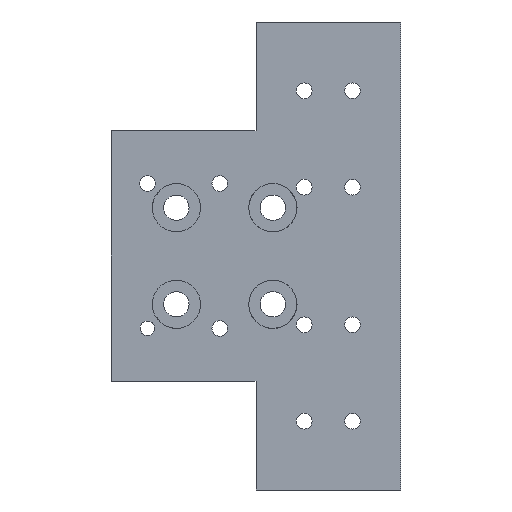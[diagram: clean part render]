
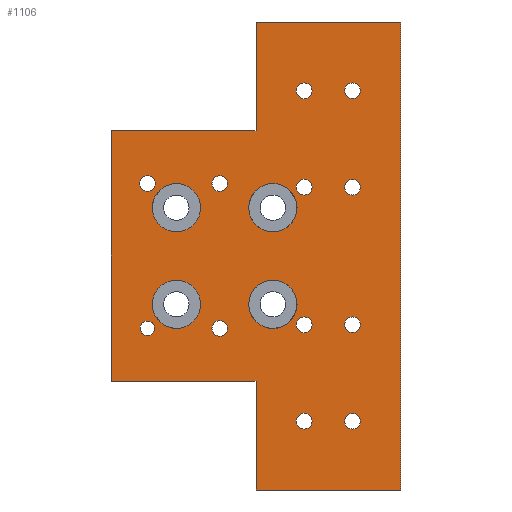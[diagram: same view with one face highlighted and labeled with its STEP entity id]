
A CAD part, left-side view. The second image highlights one B-rep face of the part: STEP entity #1106.
In plain terms, the highlighted planar face has unit normal (-1, 0, 0).
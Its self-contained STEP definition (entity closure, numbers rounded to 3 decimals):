
#47=FACE_BOUND('',#240,.T.);
#48=FACE_BOUND('',#241,.T.);
#49=FACE_BOUND('',#242,.T.);
#50=FACE_BOUND('',#243,.T.);
#51=FACE_BOUND('',#244,.T.);
#52=FACE_BOUND('',#245,.T.);
#53=FACE_BOUND('',#246,.T.);
#54=FACE_BOUND('',#247,.T.);
#55=FACE_BOUND('',#248,.T.);
#56=FACE_BOUND('',#249,.T.);
#57=FACE_BOUND('',#250,.T.);
#58=FACE_BOUND('',#251,.T.);
#59=FACE_BOUND('',#252,.T.);
#60=FACE_BOUND('',#253,.T.);
#61=FACE_BOUND('',#254,.T.);
#62=FACE_BOUND('',#255,.T.);
#96=CIRCLE('',#1184,5.);
#97=CIRCLE('',#1185,5.);
#98=CIRCLE('',#1186,5.);
#99=CIRCLE('',#1187,5.);
#100=CIRCLE('',#1188,1.5);
#101=CIRCLE('',#1189,1.625);
#102=CIRCLE('',#1190,1.625);
#103=CIRCLE('',#1191,1.625);
#104=CIRCLE('',#1192,1.625);
#105=CIRCLE('',#1193,1.625);
#106=CIRCLE('',#1194,1.625);
#107=CIRCLE('',#1195,1.625);
#108=CIRCLE('',#1196,1.625);
#109=CIRCLE('',#1197,1.625);
#110=CIRCLE('',#1198,1.625);
#111=CIRCLE('',#1199,1.625);
#176=FACE_OUTER_BOUND('',#239,.T.);
#239=EDGE_LOOP('',(#763,#764,#765,#766,#767,#768,#769,#770));
#240=EDGE_LOOP('',(#771));
#241=EDGE_LOOP('',(#772));
#242=EDGE_LOOP('',(#773));
#243=EDGE_LOOP('',(#774));
#244=EDGE_LOOP('',(#775));
#245=EDGE_LOOP('',(#776));
#246=EDGE_LOOP('',(#777));
#247=EDGE_LOOP('',(#778));
#248=EDGE_LOOP('',(#779));
#249=EDGE_LOOP('',(#780));
#250=EDGE_LOOP('',(#781));
#251=EDGE_LOOP('',(#782));
#252=EDGE_LOOP('',(#783));
#253=EDGE_LOOP('',(#784));
#254=EDGE_LOOP('',(#785));
#255=EDGE_LOOP('',(#786));
#351=LINE('',#1694,#427);
#352=LINE('',#1696,#428);
#353=LINE('',#1698,#429);
#354=LINE('',#1700,#430);
#355=LINE('',#1702,#431);
#356=LINE('',#1704,#432);
#357=LINE('',#1706,#433);
#358=LINE('',#1707,#434);
#427=VECTOR('',#1330,10.);
#428=VECTOR('',#1331,10.);
#429=VECTOR('',#1332,10.);
#430=VECTOR('',#1333,10.);
#431=VECTOR('',#1334,10.);
#432=VECTOR('',#1335,10.);
#433=VECTOR('',#1336,10.);
#434=VECTOR('',#1337,10.);
#503=VERTEX_POINT('',#1692);
#504=VERTEX_POINT('',#1693);
#505=VERTEX_POINT('',#1695);
#506=VERTEX_POINT('',#1697);
#507=VERTEX_POINT('',#1699);
#508=VERTEX_POINT('',#1701);
#509=VERTEX_POINT('',#1703);
#510=VERTEX_POINT('',#1705);
#511=VERTEX_POINT('',#1708);
#512=VERTEX_POINT('',#1710);
#513=VERTEX_POINT('',#1712);
#514=VERTEX_POINT('',#1714);
#515=VERTEX_POINT('',#1716);
#516=VERTEX_POINT('',#1718);
#517=VERTEX_POINT('',#1720);
#518=VERTEX_POINT('',#1722);
#519=VERTEX_POINT('',#1724);
#520=VERTEX_POINT('',#1726);
#521=VERTEX_POINT('',#1728);
#522=VERTEX_POINT('',#1730);
#523=VERTEX_POINT('',#1732);
#524=VERTEX_POINT('',#1734);
#525=VERTEX_POINT('',#1736);
#526=VERTEX_POINT('',#1738);
#607=EDGE_CURVE('',#503,#504,#351,.T.);
#608=EDGE_CURVE('',#503,#505,#352,.T.);
#609=EDGE_CURVE('',#506,#505,#353,.T.);
#610=EDGE_CURVE('',#507,#506,#354,.T.);
#611=EDGE_CURVE('',#508,#507,#355,.T.);
#612=EDGE_CURVE('',#509,#508,#356,.T.);
#613=EDGE_CURVE('',#510,#509,#357,.T.);
#614=EDGE_CURVE('',#504,#510,#358,.T.);
#615=EDGE_CURVE('',#511,#511,#96,.T.);
#616=EDGE_CURVE('',#512,#512,#97,.T.);
#617=EDGE_CURVE('',#513,#513,#98,.T.);
#618=EDGE_CURVE('',#514,#514,#99,.T.);
#619=EDGE_CURVE('',#515,#515,#100,.T.);
#620=EDGE_CURVE('',#516,#516,#101,.T.);
#621=EDGE_CURVE('',#517,#517,#102,.T.);
#622=EDGE_CURVE('',#518,#518,#103,.T.);
#623=EDGE_CURVE('',#519,#519,#104,.T.);
#624=EDGE_CURVE('',#520,#520,#105,.T.);
#625=EDGE_CURVE('',#521,#521,#106,.T.);
#626=EDGE_CURVE('',#522,#522,#107,.T.);
#627=EDGE_CURVE('',#523,#523,#108,.T.);
#628=EDGE_CURVE('',#524,#524,#109,.T.);
#629=EDGE_CURVE('',#525,#525,#110,.T.);
#630=EDGE_CURVE('',#526,#526,#111,.T.);
#763=ORIENTED_EDGE('',*,*,#607,.F.);
#764=ORIENTED_EDGE('',*,*,#608,.T.);
#765=ORIENTED_EDGE('',*,*,#609,.F.);
#766=ORIENTED_EDGE('',*,*,#610,.F.);
#767=ORIENTED_EDGE('',*,*,#611,.F.);
#768=ORIENTED_EDGE('',*,*,#612,.F.);
#769=ORIENTED_EDGE('',*,*,#613,.F.);
#770=ORIENTED_EDGE('',*,*,#614,.F.);
#771=ORIENTED_EDGE('',*,*,#615,.T.);
#772=ORIENTED_EDGE('',*,*,#616,.T.);
#773=ORIENTED_EDGE('',*,*,#617,.T.);
#774=ORIENTED_EDGE('',*,*,#618,.T.);
#775=ORIENTED_EDGE('',*,*,#619,.F.);
#776=ORIENTED_EDGE('',*,*,#620,.F.);
#777=ORIENTED_EDGE('',*,*,#621,.F.);
#778=ORIENTED_EDGE('',*,*,#622,.F.);
#779=ORIENTED_EDGE('',*,*,#623,.F.);
#780=ORIENTED_EDGE('',*,*,#624,.F.);
#781=ORIENTED_EDGE('',*,*,#625,.F.);
#782=ORIENTED_EDGE('',*,*,#626,.F.);
#783=ORIENTED_EDGE('',*,*,#627,.F.);
#784=ORIENTED_EDGE('',*,*,#628,.F.);
#785=ORIENTED_EDGE('',*,*,#629,.F.);
#786=ORIENTED_EDGE('',*,*,#630,.F.);
#1075=PLANE('',#1183);
#1106=ADVANCED_FACE('',(#176,#47,#48,#49,#50,#51,#52,#53,#54,#55,#56,#57,
#58,#59,#60,#61,#62),#1075,.F.);
#1183=AXIS2_PLACEMENT_3D('',#1691,#1328,#1329);
#1184=AXIS2_PLACEMENT_3D('',#1709,#1338,#1339);
#1185=AXIS2_PLACEMENT_3D('',#1711,#1340,#1341);
#1186=AXIS2_PLACEMENT_3D('',#1713,#1342,#1343);
#1187=AXIS2_PLACEMENT_3D('',#1715,#1344,#1345);
#1188=AXIS2_PLACEMENT_3D('',#1717,#1346,#1347);
#1189=AXIS2_PLACEMENT_3D('',#1719,#1348,#1349);
#1190=AXIS2_PLACEMENT_3D('',#1721,#1350,#1351);
#1191=AXIS2_PLACEMENT_3D('',#1723,#1352,#1353);
#1192=AXIS2_PLACEMENT_3D('',#1725,#1354,#1355);
#1193=AXIS2_PLACEMENT_3D('',#1727,#1356,#1357);
#1194=AXIS2_PLACEMENT_3D('',#1729,#1358,#1359);
#1195=AXIS2_PLACEMENT_3D('',#1731,#1360,#1361);
#1196=AXIS2_PLACEMENT_3D('',#1733,#1362,#1363);
#1197=AXIS2_PLACEMENT_3D('',#1735,#1364,#1365);
#1198=AXIS2_PLACEMENT_3D('',#1737,#1366,#1367);
#1199=AXIS2_PLACEMENT_3D('',#1739,#1368,#1369);
#1328=DIRECTION('center_axis',(1.,0.,0.));
#1329=DIRECTION('ref_axis',(0.,0.,-1.));
#1330=DIRECTION('',(0.,0.,-1.));
#1331=DIRECTION('',(0.,1.,0.));
#1332=DIRECTION('',(0.,0.,1.));
#1333=DIRECTION('',(0.,-1.,0.));
#1334=DIRECTION('',(0.,0.,1.));
#1335=DIRECTION('',(0.,1.,0.));
#1336=DIRECTION('',(0.,0.,1.));
#1337=DIRECTION('',(0.,1.,0.));
#1338=DIRECTION('center_axis',(1.,0.,0.));
#1339=DIRECTION('ref_axis',(0.,0.,-1.));
#1340=DIRECTION('center_axis',(1.,0.,0.));
#1341=DIRECTION('ref_axis',(0.,0.,-1.));
#1342=DIRECTION('center_axis',(1.,0.,0.));
#1343=DIRECTION('ref_axis',(0.,0.,-1.));
#1344=DIRECTION('center_axis',(1.,0.,0.));
#1345=DIRECTION('ref_axis',(0.,0.,-1.));
#1346=DIRECTION('center_axis',(-1.,0.,0.));
#1347=DIRECTION('ref_axis',(0.,0.,-1.));
#1348=DIRECTION('center_axis',(-1.,0.,0.));
#1349=DIRECTION('ref_axis',(0.,0.,-1.));
#1350=DIRECTION('center_axis',(-1.,0.,0.));
#1351=DIRECTION('ref_axis',(0.,0.,-1.));
#1352=DIRECTION('center_axis',(-1.,0.,0.));
#1353=DIRECTION('ref_axis',(0.,0.,-1.));
#1354=DIRECTION('center_axis',(-1.,0.,0.));
#1355=DIRECTION('ref_axis',(0.,0.,-1.));
#1356=DIRECTION('center_axis',(-1.,0.,0.));
#1357=DIRECTION('ref_axis',(0.,0.,-1.));
#1358=DIRECTION('center_axis',(-1.,0.,0.));
#1359=DIRECTION('ref_axis',(0.,0.,-1.));
#1360=DIRECTION('center_axis',(-1.,0.,0.));
#1361=DIRECTION('ref_axis',(0.,0.,-1.));
#1362=DIRECTION('center_axis',(-1.,0.,0.));
#1363=DIRECTION('ref_axis',(0.,0.,-1.));
#1364=DIRECTION('center_axis',(-1.,0.,0.));
#1365=DIRECTION('ref_axis',(0.,0.,-1.));
#1366=DIRECTION('center_axis',(-1.,0.,0.));
#1367=DIRECTION('ref_axis',(0.,0.,-1.));
#1368=DIRECTION('center_axis',(-1.,0.,0.));
#1369=DIRECTION('ref_axis',(0.,0.,-1.));
#1691=CARTESIAN_POINT('Origin',(29.608,7.5,-24.25));
#1692=CARTESIAN_POINT('',(29.608,-5.,24.25));
#1693=CARTESIAN_POINT('',(29.608,-5.,-72.75));
#1694=CARTESIAN_POINT('',(29.608,-5.,24.25));
#1695=CARTESIAN_POINT('',(29.608,25.,24.25));
#1696=CARTESIAN_POINT('',(29.608,20.,24.25));
#1697=CARTESIAN_POINT('',(29.608,25.,1.75));
#1698=CARTESIAN_POINT('',(29.608,25.,24.25));
#1699=CARTESIAN_POINT('',(29.608,55.,1.75));
#1700=CARTESIAN_POINT('',(29.608,55.,1.75));
#1701=CARTESIAN_POINT('',(29.608,55.,-50.25));
#1702=CARTESIAN_POINT('',(29.608,55.,-50.25));
#1703=CARTESIAN_POINT('',(29.608,25.,-50.25));
#1704=CARTESIAN_POINT('',(29.608,25.,-50.25));
#1705=CARTESIAN_POINT('',(29.608,25.,-72.75));
#1706=CARTESIAN_POINT('',(29.608,25.,24.25));
#1707=CARTESIAN_POINT('',(29.608,-5.,-72.75));
#1708=CARTESIAN_POINT('',(29.608,41.5,-29.25));
#1709=CARTESIAN_POINT('Origin',(29.608,41.5,-34.25));
#1710=CARTESIAN_POINT('',(29.608,21.5,-9.25));
#1711=CARTESIAN_POINT('Origin',(29.608,21.5,-14.25));
#1712=CARTESIAN_POINT('',(29.608,41.5,-9.25));
#1713=CARTESIAN_POINT('Origin',(29.608,41.5,-14.25));
#1714=CARTESIAN_POINT('',(29.608,21.5,-29.25));
#1715=CARTESIAN_POINT('Origin',(29.608,21.5,-34.25));
#1716=CARTESIAN_POINT('',(29.608,47.5,-37.75));
#1717=CARTESIAN_POINT('Origin',(29.608,47.5,-39.25));
#1718=CARTESIAN_POINT('',(29.608,32.5,-7.625));
#1719=CARTESIAN_POINT('Origin',(29.608,32.5,-9.25));
#1720=CARTESIAN_POINT('',(29.608,47.5,-7.625));
#1721=CARTESIAN_POINT('Origin',(29.608,47.5,-9.25));
#1722=CARTESIAN_POINT('',(29.608,32.5,-37.625));
#1723=CARTESIAN_POINT('Origin',(29.608,32.5,-39.25));
#1724=CARTESIAN_POINT('',(29.608,5.,-36.875));
#1725=CARTESIAN_POINT('Origin',(29.608,5.,-38.5));
#1726=CARTESIAN_POINT('',(29.608,5.,-56.875));
#1727=CARTESIAN_POINT('Origin',(29.608,5.,-58.5));
#1728=CARTESIAN_POINT('',(29.608,15.,-56.875));
#1729=CARTESIAN_POINT('Origin',(29.608,15.,-58.5));
#1730=CARTESIAN_POINT('',(29.608,15.,-36.875));
#1731=CARTESIAN_POINT('Origin',(29.608,15.,-38.5));
#1732=CARTESIAN_POINT('',(29.608,5.,11.625));
#1733=CARTESIAN_POINT('Origin',(29.608,5.,10.));
#1734=CARTESIAN_POINT('',(29.608,15.,11.625));
#1735=CARTESIAN_POINT('Origin',(29.608,15.,10.));
#1736=CARTESIAN_POINT('',(29.608,15.,-8.375));
#1737=CARTESIAN_POINT('Origin',(29.608,15.,-10.));
#1738=CARTESIAN_POINT('',(29.608,5.,-8.375));
#1739=CARTESIAN_POINT('Origin',(29.608,5.,-10.));
